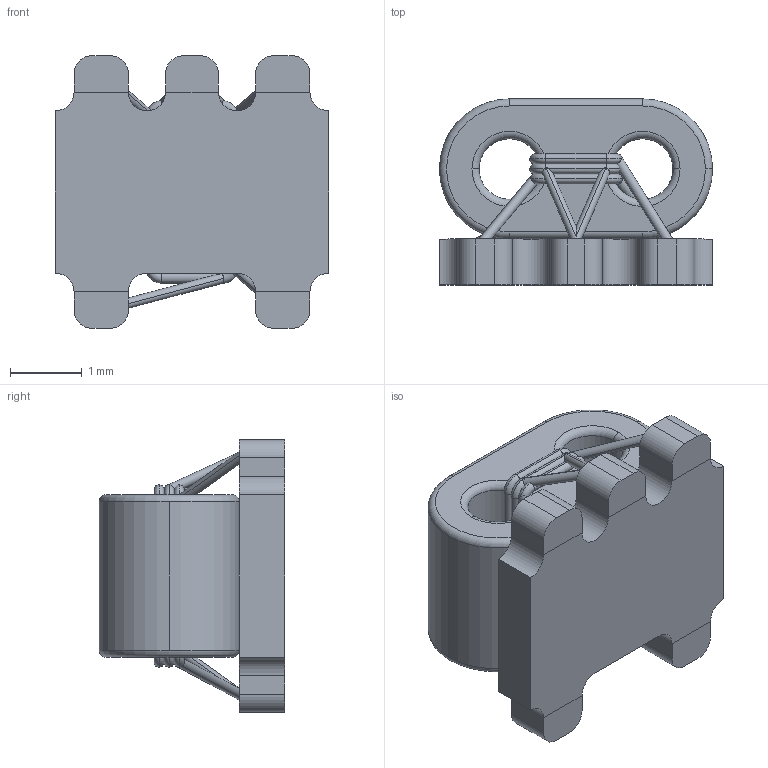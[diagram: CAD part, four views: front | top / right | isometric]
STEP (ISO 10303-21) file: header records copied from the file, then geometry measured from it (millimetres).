
FILE_DESCRIPTION (( 'STEP AP214' ), '1' );
FILE_NAME ('MABA-007159-000000.STEP', '2021-11-19T10:30:59', ( '' ), ( '' ), 'SwSTEP 2.0', 'SolidWorks 2018', '' );
FILE_SCHEMA (( 'AUTOMOTIVE_DESIGN' ));
Length unit declared in the file: millimetre
Products named in the file (2): MABA-007159-000000
Bounding box: 3.82 x 2.6 x 3.81 mm (x, y, z)
Volume: 20.4 mm3; surface area: 99.1 mm2
Topology: 11 solids, 11 shells, 167 faces, 379 edges, 224 vertices
Faces by surface type: cylinder 73, plane 48, torus 46
Entity records: 6799 total; most frequent: CARTESIAN_POINT 1017, DIRECTION 861, ORIENTED_EDGE 758, EDGE_CURVE 379, AXIS2_PLACEMENT_3D 349, VERTEX_POINT 224, UNCERTAINTY_MEASURE_WITH_UNIT 180, CIRCLE 180
